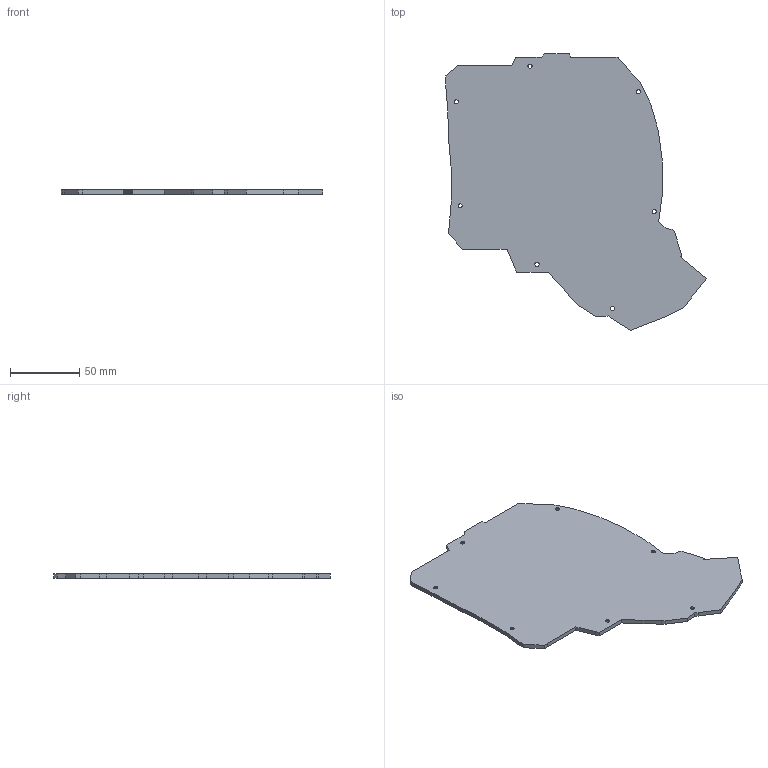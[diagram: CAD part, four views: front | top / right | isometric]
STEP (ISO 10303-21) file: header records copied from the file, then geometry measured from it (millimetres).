
FILE_DESCRIPTION(('Open CASCADE Model'),'2;1');
FILE_NAME('Open CASCADE Shape Model','2025-03-27T18:20:08',('Author'),( 'Open CASCADE'),'Open CASCADE STEP processor 7.7','Open CASCADE 7.7' ,'Unknown');
FILE_SCHEMA(('AUTOMOTIVE_DESIGN { 1 0 10303 214 1 1 1 1 }'));
Length unit declared in the file: millimetre
Products named in the file (1): Open CASCADE STEP translator 7.7 288
Bounding box: 189.19 x 200.41 x 3 mm (x, y, z)
Volume: 76708.9 mm3; surface area: 53392 mm2
Topology: 1 solids, 1 shells, 70 faces, 197 edges, 129 vertices
Faces by surface type: plane 56, cone 7, cylinder 7
Full cylindrical faces by diameter (mm): 3 x7
Entity records: 4867 total; most frequent: CARTESIAN_POINT 875, DIRECTION 740, LINE 556, VECTOR 556, ORIENTED_EDGE 394, PCURVE 394, DEFINITIONAL_REPRESENTATION 394, EDGE_CURVE 197
